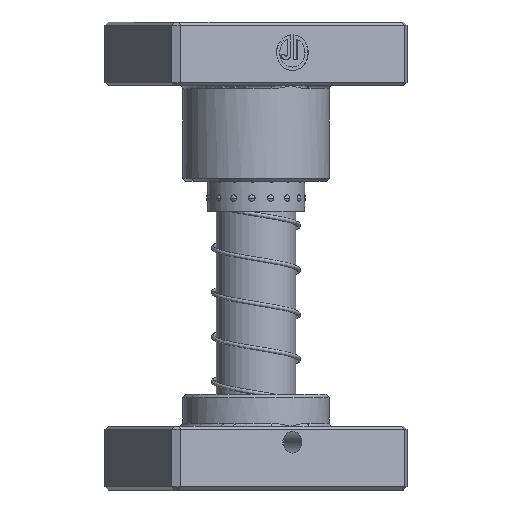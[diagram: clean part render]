
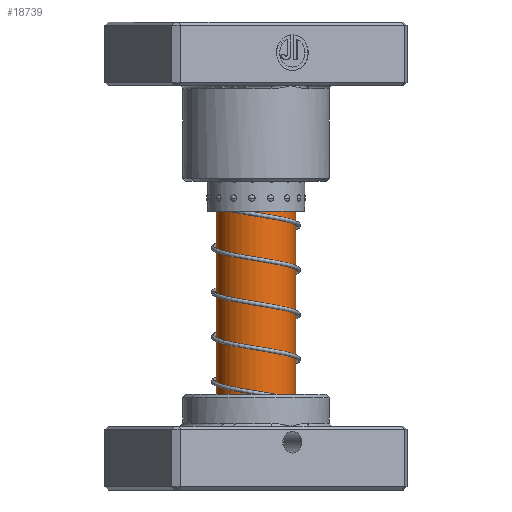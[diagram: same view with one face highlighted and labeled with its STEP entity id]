
A CAD part, front view. The second image highlights one B-rep face of the part: STEP entity #18739.
In plain terms, the highlighted cylindrical face has radius 12.5 mm (diameter 25 mm), a partial arc.
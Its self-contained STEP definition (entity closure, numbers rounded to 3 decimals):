
#1090 = AXIS2_PLACEMENT_3D ( 'NONE', #37548, #17329, #40950 ) ;
#2196 = CARTESIAN_POINT ( 'NONE',  ( -12.5, 0., 120. ) ) ;
#2240 = VECTOR ( 'NONE', #36000, 1000. ) ;
#3620 = EDGE_CURVE ( 'NONE', #21168, #15399, #14062, .T. ) ;
#5654 = EDGE_CURVE ( 'NONE', #25046, #8848, #29204, .T. ) ;
#5901 = AXIS2_PLACEMENT_3D ( 'NONE', #8393, #38942, #28667 ) ;
#6546 = ORIENTED_EDGE ( 'NONE', *, *, #3620, .F. ) ;
#8393 = CARTESIAN_POINT ( 'NONE',  ( 0., 0., 120. ) ) ;
#8848 = VERTEX_POINT ( 'NONE', #32124 ) ;
#11051 = ORIENTED_EDGE ( 'NONE', *, *, #30904, .T. ) ;
#14062 = LINE ( 'NONE', #23496, #22036 ) ;
#14881 = DIRECTION ( 'NONE',  ( 0., 0., -1. ) ) ;
#15350 = ORIENTED_EDGE ( 'NONE', *, *, #41269, .F. ) ;
#15399 = VERTEX_POINT ( 'NONE', #39335 ) ;
#15592 = EDGE_LOOP ( 'NONE', ( #6546, #11051, #22493, #15350 ) ) ;
#17329 = DIRECTION ( 'NONE',  ( 0., 0., -1. ) ) ;
#18739 = ADVANCED_FACE ( 'NONE', ( #33214 ), #19969, .T. ) ;
#19969 = CYLINDRICAL_SURFACE ( 'NONE', #5901, 12.5 ) ;
#20420 = CARTESIAN_POINT ( 'NONE',  ( 12.5, 0., 117.5 ) ) ;
#21168 = VERTEX_POINT ( 'NONE', #20420 ) ;
#21593 = CARTESIAN_POINT ( 'NONE',  ( -12.5, 0., 117.5 ) ) ;
#22036 = VECTOR ( 'NONE', #40290, 1000. ) ;
#22493 = ORIENTED_EDGE ( 'NONE', *, *, #5654, .T. ) ;
#23496 = CARTESIAN_POINT ( 'NONE',  ( 12.5, 0., 120. ) ) ;
#25046 = VERTEX_POINT ( 'NONE', #21593 ) ;
#28667 = DIRECTION ( 'NONE',  ( -1., 0., 0. ) ) ;
#29204 = LINE ( 'NONE', #2196, #2240 ) ;
#29255 = CIRCLE ( 'NONE', #40985, 12.5 ) ;
#30904 = EDGE_CURVE ( 'NONE', #21168, #25046, #32295, .T. ) ;
#32124 = CARTESIAN_POINT ( 'NONE',  ( -12.5, 0., 19. ) ) ;
#32295 = CIRCLE ( 'NONE', #1090, 12.5 ) ;
#33214 = FACE_OUTER_BOUND ( 'NONE', #15592, .T. ) ;
#35122 = CARTESIAN_POINT ( 'NONE',  ( 0., 0., 19. ) ) ;
#36000 = DIRECTION ( 'NONE',  ( 0., 0., -1. ) ) ;
#37548 = CARTESIAN_POINT ( 'NONE',  ( 0., 0., 117.5 ) ) ;
#38484 = DIRECTION ( 'NONE',  ( -1., 0., 0. ) ) ;
#38942 = DIRECTION ( 'NONE',  ( 0., 0., -1. ) ) ;
#39335 = CARTESIAN_POINT ( 'NONE',  ( 12.5, 0., 19. ) ) ;
#40290 = DIRECTION ( 'NONE',  ( 0., 0., -1. ) ) ;
#40950 = DIRECTION ( 'NONE',  ( 1., 0., 0. ) ) ;
#40985 = AXIS2_PLACEMENT_3D ( 'NONE', #35122, #14881, #38484 ) ;
#41269 = EDGE_CURVE ( 'NONE', #15399, #8848, #29255, .T. ) ;
